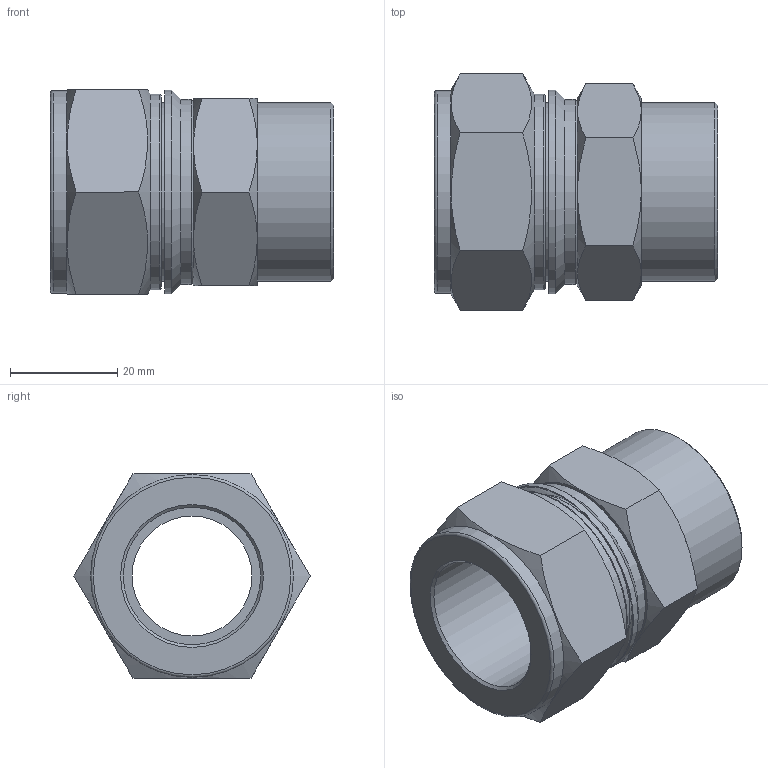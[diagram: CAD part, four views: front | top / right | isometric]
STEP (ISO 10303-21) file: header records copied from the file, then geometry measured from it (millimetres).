
FILE_DESCRIPTION(/* description */ (''),/* implementation_level */ '2;1');
FILE_NAME(/* name */ 'SSWCI-16.stp',/* time_stamp */ '2022-07-06T14:19:21+09:00',/* author */ ('user'),/* organization */ (''),/* preprocessor_version */ 'ST-DEVELOPER v18.1',/* originating_system */ 'Autodesk Inventor 2022',/* authorisation */ '');
FILE_SCHEMA (('AUTOMOTIVE_DESIGN { 1 0 10303 214 3 1 1 }'));
Length unit declared in the file: millimetre
Products named in the file (1): SSWC-16
Bounding box: 52.75 x 43.99 x 38.1 mm (x, y, z)
Volume: 28443.7 mm3; surface area: 13631.5 mm2
Topology: 1 solids, 1 shells, 50 faces, 103 edges, 62 vertices
Faces by surface type: plane 21, cone 16, cylinder 11, torus 2
Full cylindrical faces by diameter (mm): 22.35 x1, 25.6 x2, 31.45 x1, 31.85 x1, 33.3 x1, 33.34 x1, 34.5 x1, 36.5 x1, 37.8 x1, 38 x1
Entity records: 1322 total; most frequent: CARTESIAN_POINT 276, DIRECTION 215, ORIENTED_EDGE 206, EDGE_CURVE 103, AXIS2_PLACEMENT_3D 91, VERTEX_POINT 62, EDGE_LOOP 59, FACE_OUTER_BOUND 50
